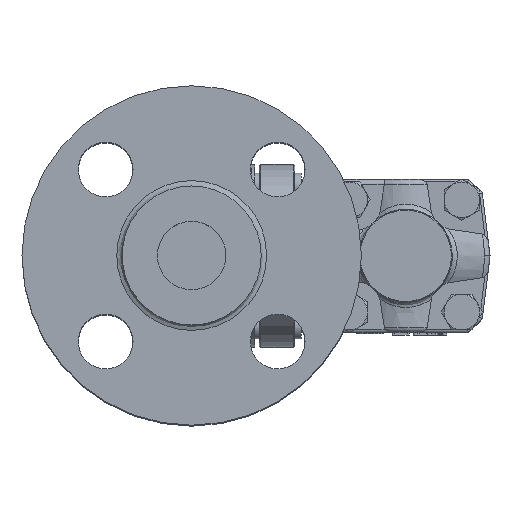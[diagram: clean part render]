
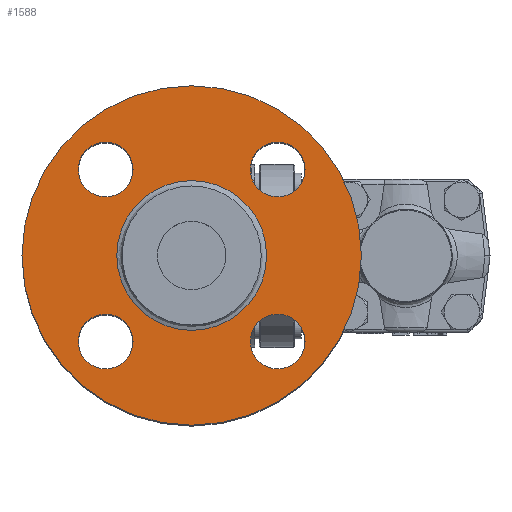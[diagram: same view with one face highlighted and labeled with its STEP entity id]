
A CAD part, top view. The second image highlights one B-rep face of the part: STEP entity #1588.
In plain terms, the highlighted planar face has unit normal (0, 0, 1).
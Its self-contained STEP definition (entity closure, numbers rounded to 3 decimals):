
#1460=CARTESIAN_POINT('',(-16.2,0.0,89.9));
#1461=VERTEX_POINT('',#1460);
#1462=CARTESIAN_POINT('',(-78.2,0.0,89.9));
#1463=DIRECTION('',(0.0,0.0,1.0));
#1464=DIRECTION('',(1.0,0.0,0.0));
#1465=AXIS2_PLACEMENT_3D('',#1462,#1463,#1464);
#1466=CIRCLE('',#1465,62.0);
#1467=EDGE_CURVE('',#1461,#1461,#1466,.T.);
#1510=CARTESIAN_POINT('',(-105.56,0.,89.9));
#1511=VERTEX_POINT('',#1510);
#1512=CARTESIAN_POINT('',(-78.2,0.0,89.9));
#1513=DIRECTION('',(0.,0.,1.0));
#1514=DIRECTION('',(1.0,0.,0.));
#1515=AXIS2_PLACEMENT_3D('',#1512,#1513,#1514);
#1516=CIRCLE('',#1515,27.36);
#1517=EDGE_CURVE('',#1511,#1511,#1516,.T.);
#1533=CARTESIAN_POINT('',(-34.5,0.0,89.9));
#1534=DIRECTION('',(0.,0.0,1.0));
#1535=DIRECTION('',(1.0,0.0,0.));
#1536=AXIS2_PLACEMENT_3D('',#1533,#1534,#1535);
#1537=PLANE('',#1536);
#1538=ORIENTED_EDGE('',*,*,#1467,.T.);
#1539=EDGE_LOOP('',(#1538));
#1540=FACE_OUTER_BOUND('',#1539,.T.);
#1541=CARTESIAN_POINT('',(-36.769,31.431,89.9));
#1542=VERTEX_POINT('',#1541);
#1543=CARTESIAN_POINT('',(-46.769,31.431,89.9));
#1544=DIRECTION('',(0.,0.0,-1.0));
#1545=DIRECTION('',(1.0,0.0,0.));
#1546=AXIS2_PLACEMENT_3D('',#1543,#1544,#1545);
#1547=CIRCLE('',#1546,10.0);
#1548=EDGE_CURVE('',#1542,#1542,#1547,.T.);
#1549=ORIENTED_EDGE('',*,*,#1548,.T.);
#1550=EDGE_LOOP('',(#1549));
#1551=FACE_BOUND('',#1550,.T.);
#1552=CARTESIAN_POINT('',(-109.631,41.431,89.9));
#1553=VERTEX_POINT('',#1552);
#1554=CARTESIAN_POINT('',(-109.631,31.431,89.9));
#1555=DIRECTION('',(0.,0.,-1.0));
#1556=DIRECTION('',(0.,1.0,0.));
#1557=AXIS2_PLACEMENT_3D('',#1554,#1555,#1556);
#1558=CIRCLE('',#1557,10.0);
#1559=EDGE_CURVE('',#1553,#1553,#1558,.T.);
#1560=ORIENTED_EDGE('',*,*,#1559,.T.);
#1561=EDGE_LOOP('',(#1560));
#1562=FACE_BOUND('',#1561,.T.);
#1563=CARTESIAN_POINT('',(-119.631,-31.431,89.9));
#1564=VERTEX_POINT('',#1563);
#1565=CARTESIAN_POINT('',(-109.631,-31.431,89.9));
#1566=DIRECTION('',(0.,0.,-1.0));
#1567=DIRECTION('',(-1.0,0.,0.));
#1568=AXIS2_PLACEMENT_3D('',#1565,#1566,#1567);
#1569=CIRCLE('',#1568,10.0);
#1570=EDGE_CURVE('',#1564,#1564,#1569,.T.);
#1571=ORIENTED_EDGE('',*,*,#1570,.T.);
#1572=EDGE_LOOP('',(#1571));
#1573=FACE_BOUND('',#1572,.T.);
#1574=CARTESIAN_POINT('',(-46.769,-41.431,89.9));
#1575=VERTEX_POINT('',#1574);
#1576=CARTESIAN_POINT('',(-46.769,-31.431,89.9));
#1577=DIRECTION('',(0.,0.,-1.0));
#1578=DIRECTION('',(0.,-1.0,0.));
#1579=AXIS2_PLACEMENT_3D('',#1576,#1577,#1578);
#1580=CIRCLE('',#1579,10.0);
#1581=EDGE_CURVE('',#1575,#1575,#1580,.T.);
#1582=ORIENTED_EDGE('',*,*,#1581,.T.);
#1583=EDGE_LOOP('',(#1582));
#1584=FACE_BOUND('',#1583,.T.);
#1585=ORIENTED_EDGE('',*,*,#1517,.F.);
#1586=EDGE_LOOP('',(#1585));
#1587=FACE_BOUND('',#1586,.T.);
#1588=ADVANCED_FACE('',(#1540,#1551,#1562,#1573,#1584,#1587),#1537,.T.);
